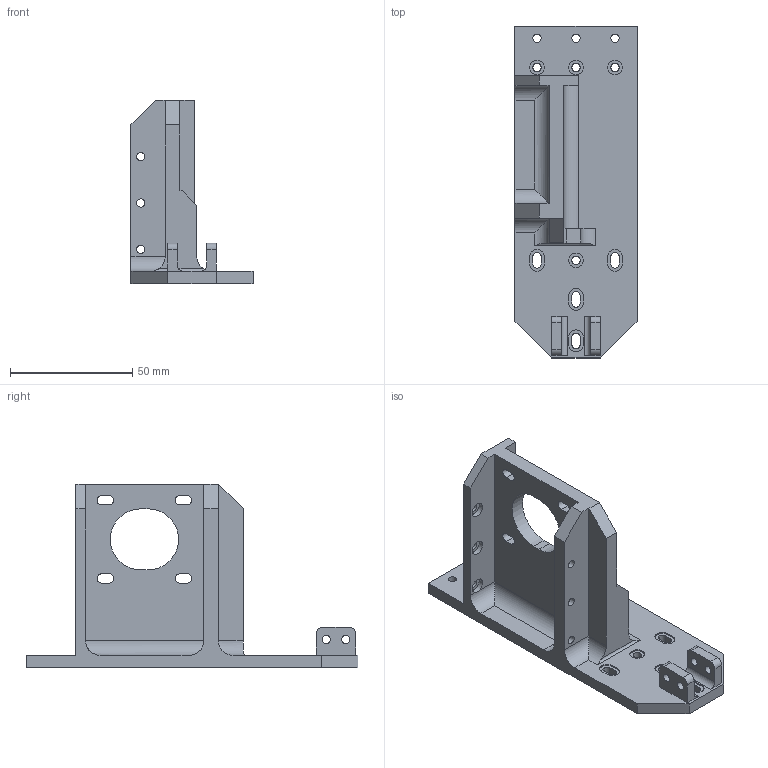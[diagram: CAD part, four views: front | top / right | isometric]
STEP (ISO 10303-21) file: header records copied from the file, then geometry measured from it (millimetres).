
FILE_DESCRIPTION(('FreeCAD Model'),'2;1');
FILE_NAME('rl_DualX_DirectDriveMount.step', '2019-12-08T17:39:14',('Author'),(''), 'Open CASCADE STEP processor 7.2','FreeCAD','Unknown');
FILE_SCHEMA(('AUTOMOTIVE_DESIGN { 1 0 10303 214 1 1 1 1 }'));
Length unit declared in the file: millimetre
Products named in the file (1): rl_DualX_DirectDriveMount
Bounding box: 50 x 136 x 75 mm (x, y, z)
Volume: 70964.5 mm3; surface area: 31074.7 mm2
Topology: 1 solids, 1 shells, 194 faces, 555 edges, 378 vertices
Faces by surface type: plane 110, cylinder 84
Full cylindrical faces by diameter (mm): 3.4 x17, 6 x10
Entity records: 14034 total; most frequent: CARTESIAN_POINT 3106, DIRECTION 1983, ORIENTED_EDGE 1106, PCURVE 1106, DEFINITIONAL_REPRESENTATION 1106, LINE 1088, VECTOR 1088, EDGE_CURVE 553
